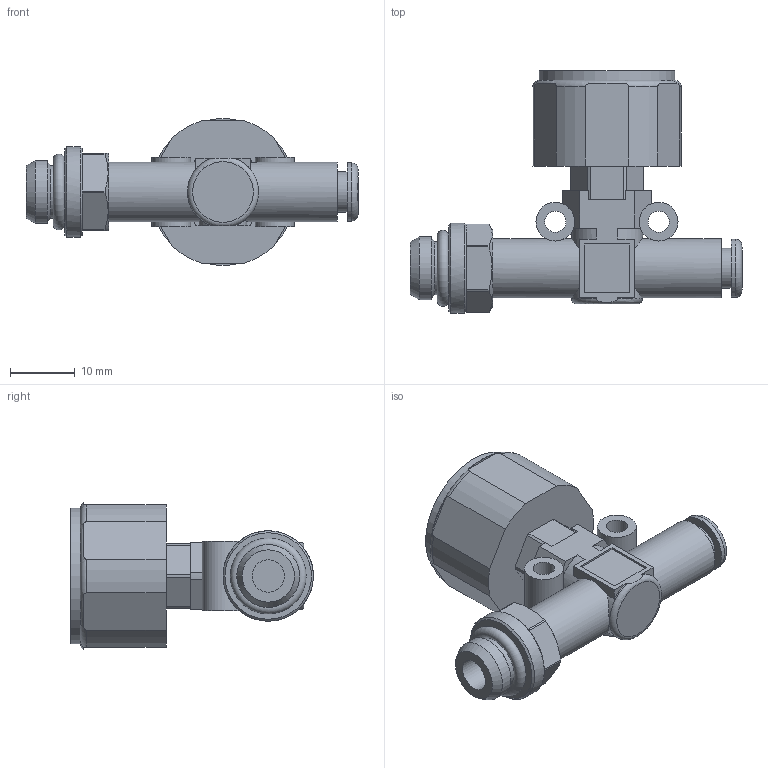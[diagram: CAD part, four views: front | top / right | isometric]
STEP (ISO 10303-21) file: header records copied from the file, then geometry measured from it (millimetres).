
FILE_DESCRIPTION( ( 'STEP AP214' ), ' ' );
FILE_NAME( '9067102.stp', '2017-03-31T09:45:06', ( '' ), ( '' ), ' ', 'PARTsolutions', ' ' );
FILE_SCHEMA( ( 'AUTOMOTIVE_DESIGN { 1 0 10303 214 1 1 1 1 }' ) );
Length unit declared in the file: millimetre
Products named in the file (5): 9067102; _LINE-ON-LINE D4 V2v/V3V_L body; _LINE-ON-LINE D4 VNR-L bushing; _LINE-ON-LINE D4-1/8 MAN-L thread port; _LINE ON LINE D4 MAN-L man
Assembly tree (4 placements, depth 2):
  9067102
    _LINE-ON-LINE D4 V2v/V3V_L body
    _LINE-ON-LINE D4 VNR-L bushing
    _LINE-ON-LINE D4-1/8 MAN-L thread port
    _LINE ON LINE D4 MAN-L man
Bounding box: 51.4 x 37.6 x 22.65 mm (x, y, z)
Volume: 9924.3 mm3; surface area: 6581 mm2
Topology: 4 solids, 4 shells, 227 faces, 547 edges, 358 vertices
Faces by surface type: plane 153, cylinder 62, cone 8, torus 4
Full cylindrical faces by diameter (mm): 3.3 x2, 3.6 x2, 4 x1, 4.1 x2, 5 x1, 6 x3, 6.2 x2, 6.5 x3, 7.5 x2, 7.8 x1, 8.1 x4, 8.2 x1, 9 x1, 9.2 x2, 9.728 x1, 14 x1, 17.61 x1, 17.91 x1, 18.86 x1, 20.96 x1
Entity records: 8727 total; most frequent: CARTESIAN_POINT 1696, DIRECTION 1061, ORIENTED_EDGE 978, EDGE_CURVE 489, AXIS2_PLACEMENT_3D 386, VERTEX_POINT 347, EDGE_LOOP 317, LINE 289
